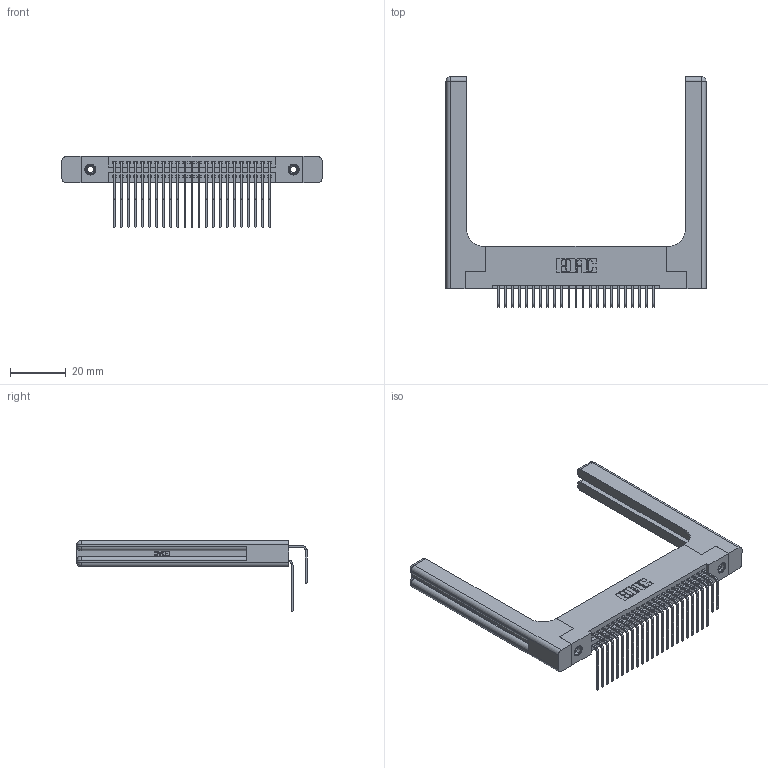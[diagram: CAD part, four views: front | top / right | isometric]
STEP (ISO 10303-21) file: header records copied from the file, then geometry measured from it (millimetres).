
FILE_DESCRIPTION (( 'STEP AP203' ), '1' );
FILE_NAME ('395-046-558-258.STEP', '2019-10-19T04:38:38', ( '' ), ( '' ), 'SwSTEP 2.0', 'SolidWorks 2016', '' );
FILE_SCHEMA (( 'CONFIG_CONTROL_DESIGN' ));
Length unit declared in the file: inch
Products named in the file (6): 345-292-001_558 559 Tail - 1; 345-292-001_558 Tail - 2; 345-250-001_345-250-001-102; 345-220-058_345-220-058; 395-046-558-258; 345 Part_Flush Mounting Lugs - 0.156 Dia-TH
Assembly tree (51 placements, depth 2):
  395-046-558-258
    345 Part_Flush Mounting Lugs - 0.156 Dia-TH
    345-292-001_558 559 Tail - 1  x23
    345-292-001_558 Tail - 2  x23
    345-250-001_345-250-001-102  x2
    345-220-058_345-220-058  x2
Bounding box: 93.45 x 82.79 x 25.53 mm (x, y, z)
Volume: 17641.6 mm3; surface area: 19488.3 mm2
Topology: 51 solids, 51 shells, 2774 faces, 8137 edges, 5342 vertices
Faces by surface type: plane 1838, cylinder 876, bspline 36, cone 12, sphere 8, torus 4
Entity records: 27438 total; most frequent: CARTESIAN_POINT 5656, ORIENTED_EDGE 4336, DIRECTION 3916, EDGE_CURVE 2168, LINE 1812, VECTOR 1812, VERTEX_POINT 1434, AXIS2_PLACEMENT_3D 1052
